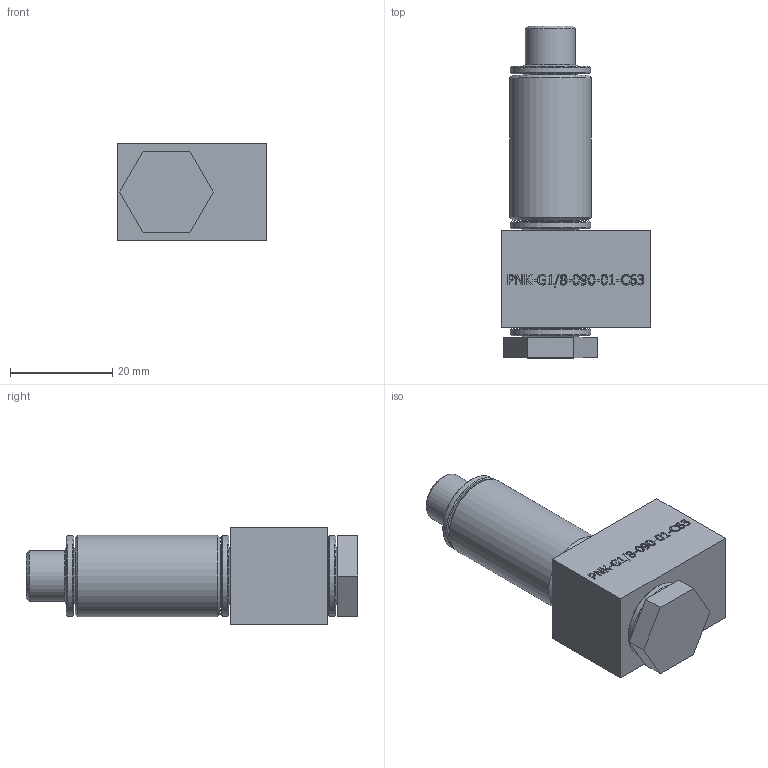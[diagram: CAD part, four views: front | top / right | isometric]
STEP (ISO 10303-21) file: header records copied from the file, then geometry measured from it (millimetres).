
FILE_DESCRIPTION(/* description */ (''),/* implementation_level */ '2;1');
FILE_NAME(/* name */ 'PNK-G18-090-01-C63.stp',/* time_stamp */ '2025-02-11T10:40:38-03:00',/* author */ ('Jefferson'),/* organization */ (''),/* preprocessor_version */ 'ST-DEVELOPER v19',/* originating_system */ 'Autodesk Inventor 2023',/* authorisation */ '');
FILE_SCHEMA (('AUTOMOTIVE_DESIGN { 1 0 10303 214 3 1 1 }'));
Length unit declared in the file: millimetre
Products named in the file (3): PNK-G18-090-01-C63; PNK-G1_8-090-01-C63; PNK-G1_8-AV
Assembly tree (4 placements, depth 2):
  PNK-G18-090-01-C63
    PNK-G1_8-090-01-C63
    PNK-G1_8-AV  x3
Bounding box: 29 x 65 x 19 mm (x, y, z)
Volume: 16510.7 mm3; surface area: 7712.2 mm2
Topology: 6 solids, 6 shells, 339 faces, 867 edges, 576 vertices
Faces by surface type: plane 153, bspline 152, cylinder 18, cone 16
Full cylindrical faces by diameter (mm): 8.566 x1, 8.6 x3, 9.8 x7, 10 x3, 15.8 x3, 16 x1
Entity records: 10578 total; most frequent: CARTESIAN_POINT 3668, ORIENTED_EDGE 1644, DIRECTION 891, EDGE_CURVE 822, VERTEX_POINT 548, LINE 485, VECTOR 485, EDGE_LOOP 352
